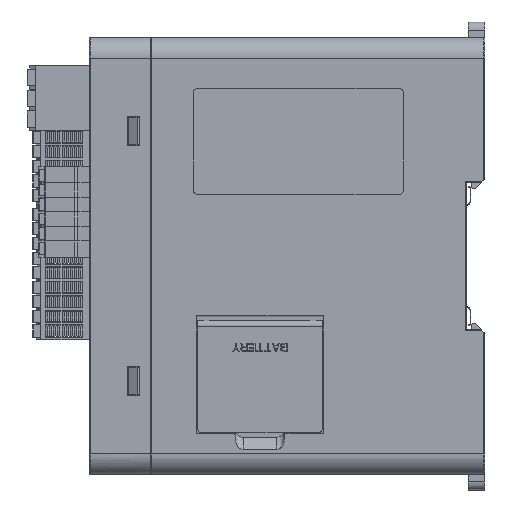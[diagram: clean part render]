
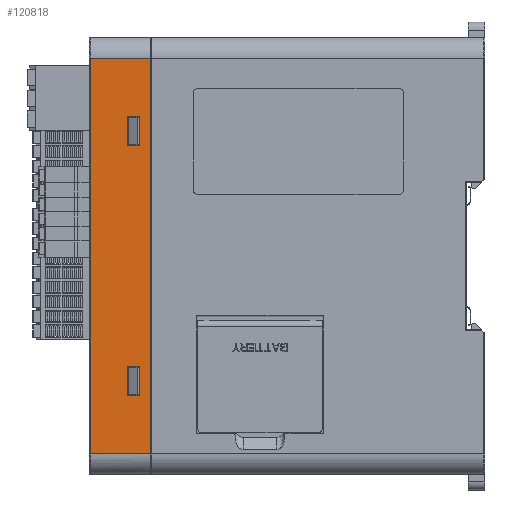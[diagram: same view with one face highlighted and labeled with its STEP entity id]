
A CAD part, left-side view. The second image highlights one B-rep face of the part: STEP entity #120818.
In plain terms, the highlighted planar face has unit normal (-1, 0, 0).
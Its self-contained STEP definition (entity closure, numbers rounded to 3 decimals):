
#2010 = ORIENTED_EDGE ( 'NONE', *, *, #166847, .T. ) ;
#2307 = LINE ( 'NONE', #138441, #245153 ) ;
#6630 = CARTESIAN_POINT ( 'NONE',  ( -45.5, 71.15, 26.75 ) ) ;
#7262 = AXIS2_PLACEMENT_3D ( 'NONE', #27889, #148554, #261424 ) ;
#7683 = DIRECTION ( 'NONE',  ( 0., -1., 0. ) ) ;
#11852 = CARTESIAN_POINT ( 'NONE',  ( -45.5, 73.7, 33.25 ) ) ;
#12464 = EDGE_CURVE ( 'NONE', #203967, #92238, #176156, .T. ) ;
#13583 = ORIENTED_EDGE ( 'NONE', *, *, #55335, .T. ) ;
#14450 = AXIS2_PLACEMENT_3D ( 'NONE', #6630, #216903, #244615 ) ;
#17168 = ORIENTED_EDGE ( 'NONE', *, *, #90178, .T. ) ;
#17361 = VECTOR ( 'NONE', #287844, 1000. ) ;
#17860 = EDGE_CURVE ( 'NONE', #152997, #299599, #81496, .T. ) ;
#18376 = CARTESIAN_POINT ( 'NONE',  ( -45.5, 70.9, 26.75 ) ) ;
#20310 = CARTESIAN_POINT ( 'NONE',  ( -45.5, 73.45, 26.75 ) ) ;
#21043 = EDGE_LOOP ( 'NONE', ( #224868, #52062, #27389, #173884, #13583, #44830, #130135, #27082 ) ) ;
#27082 = ORIENTED_EDGE ( 'NONE', *, *, #103248, .F. ) ;
#27389 = ORIENTED_EDGE ( 'NONE', *, *, #107162, .T. ) ;
#27570 = CARTESIAN_POINT ( 'NONE',  ( -45.5, 73.45, 33.5 ) ) ;
#27889 = CARTESIAN_POINT ( 'NONE',  ( -45.5, 71.15, 33.25 ) ) ;
#29427 = VERTEX_POINT ( 'NONE', #11852 ) ;
#39979 = VERTEX_POINT ( 'NONE', #136643 ) ;
#42779 = CARTESIAN_POINT ( 'NONE',  ( -45.5, 82.75, 47.497 ) ) ;
#43064 = ORIENTED_EDGE ( 'NONE', *, *, #162729, .T. ) ;
#43798 = LINE ( 'NONE', #213806, #144249 ) ;
#44161 = DIRECTION ( 'NONE',  ( 0., 0., -1. ) ) ;
#44174 = CARTESIAN_POINT ( 'NONE',  ( -45.5, 81., 47.497 ) ) ;
#44830 = ORIENTED_EDGE ( 'NONE', *, *, #12464, .T. ) ;
#47651 = EDGE_CURVE ( 'NONE', #242419, #29427, #237025, .T. ) ;
#50661 = CARTESIAN_POINT ( 'NONE',  ( -45.5, 73.7, -33.5 ) ) ;
#52062 = ORIENTED_EDGE ( 'NONE', *, *, #264969, .F. ) ;
#55335 = EDGE_CURVE ( 'NONE', #29427, #203967, #80536, .T. ) ;
#56470 = CIRCLE ( 'NONE', #7262, 0.25 ) ;
#67306 = FACE_OUTER_BOUND ( 'NONE', #246245, .T. ) ;
#68836 = PLANE ( 'NONE',  #213431 ) ;
#68879 = VERTEX_POINT ( 'NONE', #118853 ) ;
#75468 = CARTESIAN_POINT ( 'NONE',  ( -45.5, 68.3, 47.497 ) ) ;
#76015 = CARTESIAN_POINT ( 'NONE',  ( -45.5, 82.75, -47.497 ) ) ;
#80536 = CIRCLE ( 'NONE', #120131, 0.25 ) ;
#81496 = LINE ( 'NONE', #123414, #163793 ) ;
#87055 = VECTOR ( 'NONE', #241105, 1000. ) ;
#89060 = DIRECTION ( 'NONE',  ( -1., 0., 0. ) ) ;
#90178 = EDGE_CURVE ( 'NONE', #171830, #105176, #43798, .T. ) ;
#90224 = VECTOR ( 'NONE', #221499, 1000. ) ;
#92238 = VERTEX_POINT ( 'NONE', #133694 ) ;
#95280 = DIRECTION ( 'NONE',  ( 0., -1., 0. ) ) ;
#100148 = DIRECTION ( 'NONE',  ( 0., 0., -1. ) ) ;
#100433 = CARTESIAN_POINT ( 'NONE',  ( -45.5, 70.9, -33.5 ) ) ;
#102060 = ORIENTED_EDGE ( 'NONE', *, *, #104532, .F. ) ;
#103248 = EDGE_CURVE ( 'NONE', #259314, #39979, #207038, .T. ) ;
#104355 = VERTEX_POINT ( 'NONE', #154205 ) ;
#104532 = EDGE_CURVE ( 'NONE', #157927, #152997, #254516, .T. ) ;
#105118 = CARTESIAN_POINT ( 'NONE',  ( -45.5, 73.45, 33.25 ) ) ;
#105176 = VERTEX_POINT ( 'NONE', #151235 ) ;
#107162 = EDGE_CURVE ( 'NONE', #249938, #242419, #221774, .T. ) ;
#114332 = ORIENTED_EDGE ( 'NONE', *, *, #150837, .F. ) ;
#114950 = DIRECTION ( 'NONE',  ( 0., 0., 1. ) ) ;
#118853 = CARTESIAN_POINT ( 'NONE',  ( -45.5, 82.75, -47.497 ) ) ;
#120131 = AXIS2_PLACEMENT_3D ( 'NONE', #105118, #200962, #270467 ) ;
#120818 = ADVANCED_FACE ( 'NONE', ( #257445, #136984, #67306 ), #68836, .T. ) ;
#121134 = LINE ( 'NONE', #272403, #90224 ) ;
#122090 = EDGE_CURVE ( 'NONE', #92238, #39979, #56470, .T. ) ;
#122994 = CARTESIAN_POINT ( 'NONE',  ( -45.5, 73.7, -33.5 ) ) ;
#123414 = CARTESIAN_POINT ( 'NONE',  ( -45.5, 68.3, 47.497 ) ) ;
#130135 = ORIENTED_EDGE ( 'NONE', *, *, #122090, .T. ) ;
#133093 = VECTOR ( 'NONE', #192576, 1000. ) ;
#133211 = VECTOR ( 'NONE', #44161, 1000. ) ;
#133679 = CARTESIAN_POINT ( 'NONE',  ( -45.5, 73.45, 26.5 ) ) ;
#133694 = CARTESIAN_POINT ( 'NONE',  ( -45.5, 71.15, 33.5 ) ) ;
#135474 = LINE ( 'NONE', #209595, #133211 ) ;
#136643 = CARTESIAN_POINT ( 'NONE',  ( -45.5, 70.9, 33.25 ) ) ;
#136984 = FACE_BOUND ( 'NONE', #170243, .T. ) ;
#138441 = CARTESIAN_POINT ( 'NONE',  ( -45.5, 73.45, 26.5 ) ) ;
#142824 = CARTESIAN_POINT ( 'NONE',  ( -45.5, 73.7, 26.75 ) ) ;
#143545 = ORIENTED_EDGE ( 'NONE', *, *, #17860, .F. ) ;
#144249 = VECTOR ( 'NONE', #114950, 1000. ) ;
#148554 = DIRECTION ( 'NONE',  ( 1., 0., 0. ) ) ;
#150837 = EDGE_CURVE ( 'NONE', #203859, #218478, #242642, .T. ) ;
#151235 = CARTESIAN_POINT ( 'NONE',  ( -45.5, 73.7, -26.5 ) ) ;
#152997 = VERTEX_POINT ( 'NONE', #75468 ) ;
#154205 = CARTESIAN_POINT ( 'NONE',  ( -45.5, 71.15, 26.5 ) ) ;
#156588 = VECTOR ( 'NONE', #230979, 1000. ) ;
#157927 = VERTEX_POINT ( 'NONE', #274758 ) ;
#162729 = EDGE_CURVE ( 'NONE', #68879, #299599, #193618, .T. ) ;
#163793 = VECTOR ( 'NONE', #100148, 1000. ) ;
#166847 = EDGE_CURVE ( 'NONE', #157927, #68879, #135474, .T. ) ;
#170243 = EDGE_LOOP ( 'NONE', ( #288906, #17168, #219324, #114332 ) ) ;
#171830 = VERTEX_POINT ( 'NONE', #50661 ) ;
#173884 = ORIENTED_EDGE ( 'NONE', *, *, #47651, .T. ) ;
#176156 = LINE ( 'NONE', #270402, #205420 ) ;
#176942 = EDGE_CURVE ( 'NONE', #259314, #104355, #276138, .T. ) ;
#181924 = EDGE_CURVE ( 'NONE', #171830, #203859, #221800, .T. ) ;
#192576 = DIRECTION ( 'NONE',  ( 0., 0., 1. ) ) ;
#193618 = LINE ( 'NONE', #76015, #17361 ) ;
#198384 = CARTESIAN_POINT ( 'NONE',  ( -45.5, 73.7, 26.75 ) ) ;
#200962 = DIRECTION ( 'NONE',  ( 1., 0., 0. ) ) ;
#202196 = AXIS2_PLACEMENT_3D ( 'NONE', #20310, #204406, #249148 ) ;
#203859 = VERTEX_POINT ( 'NONE', #227267 ) ;
#203967 = VERTEX_POINT ( 'NONE', #27570 ) ;
#204406 = DIRECTION ( 'NONE',  ( 1., 0., 0. ) ) ;
#205065 = DIRECTION ( 'NONE',  ( 0., 0., 1. ) ) ;
#205420 = VECTOR ( 'NONE', #7683, 1000. ) ;
#207038 = LINE ( 'NONE', #18376, #133093 ) ;
#209595 = CARTESIAN_POINT ( 'NONE',  ( -45.5, 82.75, 47.497 ) ) ;
#213431 = AXIS2_PLACEMENT_3D ( 'NONE', #44174, #89060, #205065 ) ;
#213806 = CARTESIAN_POINT ( 'NONE',  ( -45.5, 73.7, -33.5 ) ) ;
#216903 = DIRECTION ( 'NONE',  ( 1., 0., 0. ) ) ;
#217350 = CARTESIAN_POINT ( 'NONE',  ( -45.5, 70.9, -26.5 ) ) ;
#217539 = CARTESIAN_POINT ( 'NONE',  ( -45.5, 70.9, 26.75 ) ) ;
#218478 = VERTEX_POINT ( 'NONE', #217350 ) ;
#219324 = ORIENTED_EDGE ( 'NONE', *, *, #250166, .T. ) ;
#221499 = DIRECTION ( 'NONE',  ( 0., -1., 0. ) ) ;
#221774 = CIRCLE ( 'NONE', #202196, 0.25 ) ;
#221800 = LINE ( 'NONE', #122994, #274445 ) ;
#223332 = DIRECTION ( 'NONE',  ( 0., -1., 0. ) ) ;
#224868 = ORIENTED_EDGE ( 'NONE', *, *, #176942, .T. ) ;
#227267 = CARTESIAN_POINT ( 'NONE',  ( -45.5, 70.9, -33.5 ) ) ;
#229871 = CARTESIAN_POINT ( 'NONE',  ( -45.5, 68.3, -47.497 ) ) ;
#230979 = DIRECTION ( 'NONE',  ( 0., 0., 1. ) ) ;
#237025 = LINE ( 'NONE', #142824, #156588 ) ;
#241105 = DIRECTION ( 'NONE',  ( 0., 0., 1. ) ) ;
#242419 = VERTEX_POINT ( 'NONE', #198384 ) ;
#242642 = LINE ( 'NONE', #100433, #87055 ) ;
#244615 = DIRECTION ( 'NONE',  ( 0., -1., 0. ) ) ;
#245153 = VECTOR ( 'NONE', #260481, 1000. ) ;
#246245 = EDGE_LOOP ( 'NONE', ( #102060, #2010, #43064, #143545 ) ) ;
#249148 = DIRECTION ( 'NONE',  ( 0., 0., -1. ) ) ;
#249938 = VERTEX_POINT ( 'NONE', #133679 ) ;
#250166 = EDGE_CURVE ( 'NONE', #105176, #218478, #121134, .T. ) ;
#254516 = LINE ( 'NONE', #42779, #279991 ) ;
#257445 = FACE_BOUND ( 'NONE', #21043, .T. ) ;
#259314 = VERTEX_POINT ( 'NONE', #217539 ) ;
#260481 = DIRECTION ( 'NONE',  ( 0., -1., 0. ) ) ;
#261424 = DIRECTION ( 'NONE',  ( 0., 0., 1. ) ) ;
#264969 = EDGE_CURVE ( 'NONE', #249938, #104355, #2307, .T. ) ;
#270402 = CARTESIAN_POINT ( 'NONE',  ( -45.5, 73.45, 33.5 ) ) ;
#270467 = DIRECTION ( 'NONE',  ( 0., 1., 0. ) ) ;
#272403 = CARTESIAN_POINT ( 'NONE',  ( -45.5, 73.7, -26.5 ) ) ;
#274445 = VECTOR ( 'NONE', #223332, 1000. ) ;
#274758 = CARTESIAN_POINT ( 'NONE',  ( -45.5, 82.75, 47.497 ) ) ;
#276138 = CIRCLE ( 'NONE', #14450, 0.25 ) ;
#279991 = VECTOR ( 'NONE', #95280, 1000. ) ;
#287844 = DIRECTION ( 'NONE',  ( 0., -1., 0. ) ) ;
#288906 = ORIENTED_EDGE ( 'NONE', *, *, #181924, .F. ) ;
#299599 = VERTEX_POINT ( 'NONE', #229871 ) ;
